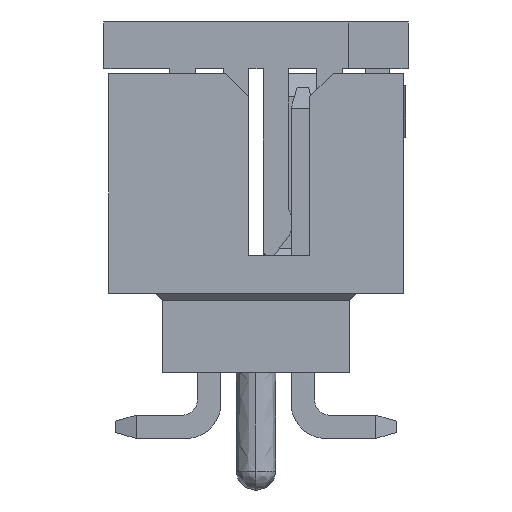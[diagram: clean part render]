
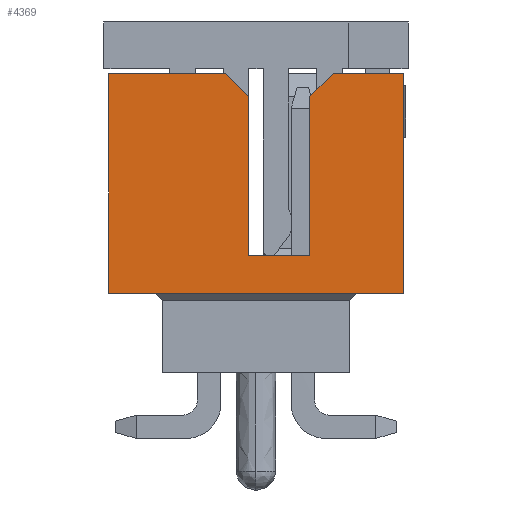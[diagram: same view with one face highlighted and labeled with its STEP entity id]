
A CAD part, left-side view. The second image highlights one B-rep face of the part: STEP entity #4369.
In plain terms, the highlighted planar face has unit normal (-1, 0, 0).
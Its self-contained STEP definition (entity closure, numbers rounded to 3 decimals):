
#4026=CARTESIAN_POINT('',(-11.325,3.15,0.));
#4027=VERTEX_POINT('',#4026);
#4034=CARTESIAN_POINT('',(-11.325,3.15,4.7));
#4035=VERTEX_POINT('',#4034);
#4036=CARTESIAN_POINT('',(-11.325,3.15,0.));
#4037=DIRECTION('',(0.,0.,1.));
#4038=VECTOR('',#4037,4.7);
#4039=LINE('',#4036,#4038);
#4040=EDGE_CURVE('',#4027,#4035,#4039,.T.);
#4056=CARTESIAN_POINT('',(-11.325,0.65,4.7));
#4057=VERTEX_POINT('',#4056);
#4058=CARTESIAN_POINT('',(-11.325,3.15,4.7));
#4059=DIRECTION('',(0.,-1.,0.));
#4060=VECTOR('',#4059,2.5);
#4061=LINE('',#4058,#4060);
#4062=EDGE_CURVE('',#4035,#4057,#4061,.T.);
#4125=CARTESIAN_POINT('',(-11.325,-3.15,4.7));
#4126=VERTEX_POINT('',#4125);
#4133=CARTESIAN_POINT('',(-11.325,-3.15,0.));
#4134=VERTEX_POINT('',#4133);
#4135=CARTESIAN_POINT('',(-11.325,-3.15,4.7));
#4136=DIRECTION('',(0.,0.,-1.));
#4137=VECTOR('',#4136,4.7);
#4138=LINE('',#4135,#4137);
#4139=EDGE_CURVE('',#4126,#4134,#4138,.T.);
#4286=CARTESIAN_POINT('',(-11.325,-3.15,0.));
#4287=DIRECTION('',(0.,1.,0.));
#4288=VECTOR('',#4287,6.3);
#4289=LINE('',#4286,#4288);
#4290=EDGE_CURVE('',#4134,#4027,#4289,.T.);
#4312=CARTESIAN_POINT('',(-11.325,3.15,4.7));
#4313=DIRECTION('',(0.,0.,-1.));
#4314=DIRECTION('',(-1.,-0.,-0.));
#4315=AXIS2_PLACEMENT_3D('',#4312,#4314,#4313);
#4316=PLANE('',#4315);
#4317=ORIENTED_EDGE('',*,*,#4139,.F.);
#4318=CARTESIAN_POINT('',(-11.325,-1.65,4.7));
#4319=VERTEX_POINT('',#4318);
#4320=CARTESIAN_POINT('',(-11.325,-3.15,4.7));
#4321=DIRECTION('',(0.,1.,0.));
#4322=VECTOR('',#4321,1.5);
#4323=LINE('',#4320,#4322);
#4324=EDGE_CURVE('',#4126,#4319,#4323,.T.);
#4325=ORIENTED_EDGE('',*,*,#4324,.T.);
#4326=CARTESIAN_POINT('',(-11.325,-1.15,4.2));
#4327=VERTEX_POINT('',#4326);
#4328=CARTESIAN_POINT('',(-11.325,-1.65,4.7));
#4329=DIRECTION('',(0.,0.707,-0.707));
#4330=VECTOR('',#4329,0.707);
#4331=LINE('',#4328,#4330);
#4332=EDGE_CURVE('',#4319,#4327,#4331,.T.);
#4333=ORIENTED_EDGE('',*,*,#4332,.T.);
#4334=CARTESIAN_POINT('',(-11.325,-1.15,0.8));
#4335=VERTEX_POINT('',#4334);
#4336=CARTESIAN_POINT('',(-11.325,-1.15,4.2));
#4337=DIRECTION('',(0.,0.,-1.));
#4338=VECTOR('',#4337,3.4);
#4339=LINE('',#4336,#4338);
#4340=EDGE_CURVE('',#4327,#4335,#4339,.T.);
#4341=ORIENTED_EDGE('',*,*,#4340,.T.);
#4342=CARTESIAN_POINT('',(-11.325,0.15,0.8));
#4343=VERTEX_POINT('',#4342);
#4344=CARTESIAN_POINT('',(-11.325,0.15,0.8));
#4345=DIRECTION('',(0.,-1.,0.));
#4346=VECTOR('',#4345,1.3);
#4347=LINE('',#4344,#4346);
#4348=EDGE_CURVE('',#4343,#4335,#4347,.T.);
#4349=ORIENTED_EDGE('',*,*,#4348,.F.);
#4350=CARTESIAN_POINT('',(-11.325,0.15,4.2));
#4351=VERTEX_POINT('',#4350);
#4352=CARTESIAN_POINT('',(-11.325,0.15,0.8));
#4353=DIRECTION('',(0.,0.,1.));
#4354=VECTOR('',#4353,3.4);
#4355=LINE('',#4352,#4354);
#4356=EDGE_CURVE('',#4343,#4351,#4355,.T.);
#4357=ORIENTED_EDGE('',*,*,#4356,.T.);
#4358=CARTESIAN_POINT('',(-11.325,0.15,4.2));
#4359=DIRECTION('',(0.,0.707,0.707));
#4360=VECTOR('',#4359,0.707);
#4361=LINE('',#4358,#4360);
#4362=EDGE_CURVE('',#4351,#4057,#4361,.T.);
#4363=ORIENTED_EDGE('',*,*,#4362,.T.);
#4364=ORIENTED_EDGE('',*,*,#4062,.F.);
#4365=ORIENTED_EDGE('',*,*,#4040,.F.);
#4366=ORIENTED_EDGE('',*,*,#4290,.F.);
#4367=EDGE_LOOP('',(#4317,#4325,#4333,#4341,#4349,#4357,#4363,#4364,#4365,#4366));
#4368=FACE_OUTER_BOUND('',#4367,.T.);
#4369=ADVANCED_FACE('',(#4368),#4316,.T.);
